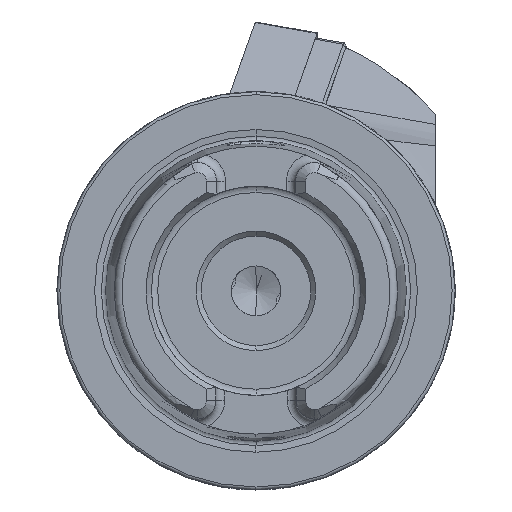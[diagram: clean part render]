
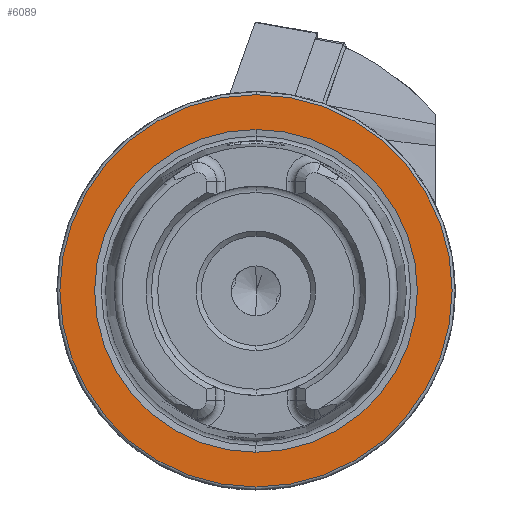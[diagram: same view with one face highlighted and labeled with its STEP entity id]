
A CAD part, left-side view. The second image highlights one B-rep face of the part: STEP entity #6089.
In plain terms, the highlighted planar face has unit normal (-1, 0, 0).
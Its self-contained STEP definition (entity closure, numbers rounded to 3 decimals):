
#141 = AXIS2_PLACEMENT_3D ( 'NONE', #9390, #9239, #9528 ) ;
#754 = CARTESIAN_POINT ( 'NONE',  ( 0., 0., 0. ) ) ;
#755 = DIRECTION ( 'NONE',  ( -1., 0., 0. ) ) ;
#756 = DIRECTION ( 'NONE',  ( 0., 0., 1. ) ) ;
#1680 = EDGE_LOOP ( 'NONE', ( #2584, #2867 ) ) ;
#1834 = EDGE_LOOP ( 'NONE', ( #2638, #2950 ) ) ;
#2201 = CIRCLE ( 'NONE', #141, 16.207 ) ;
#2584 = ORIENTED_EDGE ( 'NONE', *, *, #14127, .F. ) ;
#2638 = ORIENTED_EDGE ( 'NONE', *, *, #4931, .T. ) ;
#2867 = ORIENTED_EDGE ( 'NONE', *, *, #6472, .F. ) ;
#2950 = ORIENTED_EDGE ( 'NONE', *, *, #13492, .T. ) ;
#2955 = AXIS2_PLACEMENT_3D ( 'NONE', #12569, #12568, #12567 ) ;
#3243 = CARTESIAN_POINT ( 'NONE',  ( 0., 19.7, 0. ) ) ;
#3281 = DIRECTION ( 'NONE',  ( 0., 0., -1. ) ) ;
#3311 = DIRECTION ( 'NONE',  ( 1., 0., 0. ) ) ;
#3374 = PLANE ( 'NONE',  #11598 ) ;
#3732 = VERTEX_POINT ( 'NONE', #5897 ) ;
#3799 = VERTEX_POINT ( 'NONE', #5766 ) ;
#4282 = VERTEX_POINT ( 'NONE', #5889 ) ;
#4454 = VERTEX_POINT ( 'NONE', #5468 ) ;
#4576 = DIRECTION ( 'NONE',  ( 0., 0., 1. ) ) ;
#4650 = DIRECTION ( 'NONE',  ( -1., 0., 0. ) ) ;
#4720 = CARTESIAN_POINT ( 'NONE',  ( 0., 0., 0. ) ) ;
#4931 = EDGE_CURVE ( 'NONE', #4454, #4282, #13914, .T. ) ;
#5143 = FACE_BOUND ( 'NONE', #1680, .T. ) ;
#5252 = FACE_OUTER_BOUND ( 'NONE', #1834, .T. ) ;
#5468 = CARTESIAN_POINT ( 'NONE',  ( 0., 0., 19.7 ) ) ;
#5766 = CARTESIAN_POINT ( 'NONE',  ( 0., 0., -16.207 ) ) ;
#5889 = CARTESIAN_POINT ( 'NONE',  ( 0., 0., -19.7 ) ) ;
#5897 = CARTESIAN_POINT ( 'NONE',  ( 0., 0., 16.207 ) ) ;
#6089 = ADVANCED_FACE ( 'NONE', ( #5143, #5252 ), #3374, .F. ) ;
#6472 = EDGE_CURVE ( 'NONE', #3799, #3732, #2201, .T. ) ;
#8427 = CIRCLE ( 'NONE', #8622, 19.7 ) ;
#8622 = AXIS2_PLACEMENT_3D ( 'NONE', #4720, #4650, #4576 ) ;
#8690 = AXIS2_PLACEMENT_3D ( 'NONE', #754, #755, #756 ) ;
#9239 = DIRECTION ( 'NONE',  ( -1., 0., 0. ) ) ;
#9390 = CARTESIAN_POINT ( 'NONE',  ( 0., 0., 0. ) ) ;
#9528 = DIRECTION ( 'NONE',  ( 0., 0., 1. ) ) ;
#10945 = CIRCLE ( 'NONE', #8690, 16.207 ) ;
#11598 = AXIS2_PLACEMENT_3D ( 'NONE', #3243, #3311, #3281 ) ;
#12567 = DIRECTION ( 'NONE',  ( 0., 0., 1. ) ) ;
#12568 = DIRECTION ( 'NONE',  ( -1., 0., 0. ) ) ;
#12569 = CARTESIAN_POINT ( 'NONE',  ( 0., 0., 0. ) ) ;
#13492 = EDGE_CURVE ( 'NONE', #4282, #4454, #8427, .T. ) ;
#13914 = CIRCLE ( 'NONE', #2955, 19.7 ) ;
#14127 = EDGE_CURVE ( 'NONE', #3732, #3799, #10945, .T. ) ;
